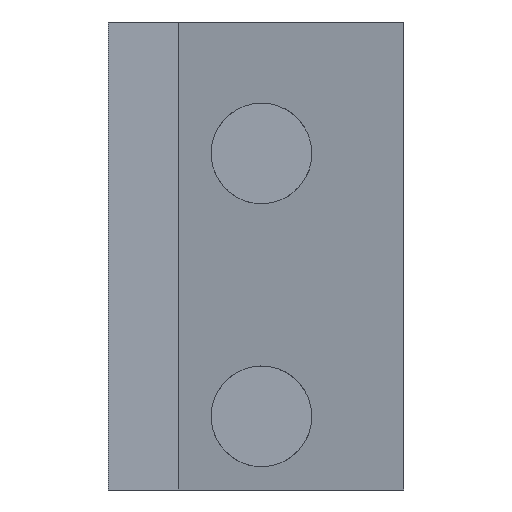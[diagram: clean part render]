
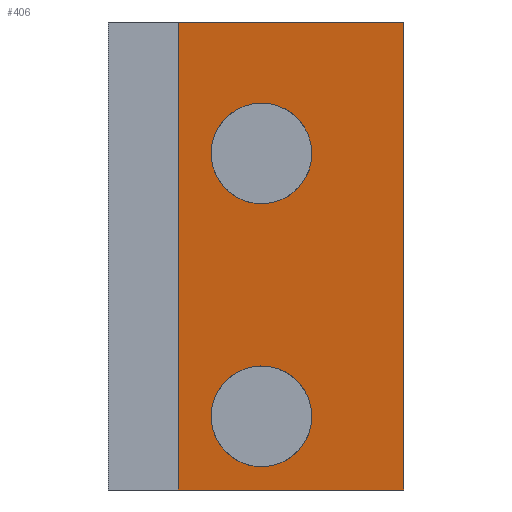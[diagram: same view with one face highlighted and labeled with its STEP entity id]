
A CAD part, front view. The second image highlights one B-rep face of the part: STEP entity #406.
In plain terms, the highlighted planar face has unit normal (0, -0.993, -0.122).
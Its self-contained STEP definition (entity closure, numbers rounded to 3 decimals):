
#15=ELLIPSE('',#438,2.317,2.3);
#16=ELLIPSE('',#439,2.317,2.3);
#24=FACE_BOUND('',#73,.T.);
#25=FACE_BOUND('',#74,.T.);
#47=FACE_OUTER_BOUND('',#72,.T.);
#72=EDGE_LOOP('',(#333,#334,#335,#336,#337,#338));
#73=EDGE_LOOP('',(#339));
#74=EDGE_LOOP('',(#340));
#96=LINE('',#594,#141);
#115=LINE('',#642,#160);
#118=LINE('',#648,#163);
#119=LINE('',#650,#164);
#120=LINE('',#652,#165);
#121=LINE('',#653,#166);
#141=VECTOR('',#473,10.);
#160=VECTOR('',#522,10.);
#163=VECTOR('',#527,10.);
#164=VECTOR('',#528,10.);
#165=VECTOR('',#529,10.);
#166=VECTOR('',#530,10.);
#185=VERTEX_POINT('',#591);
#186=VERTEX_POINT('',#593);
#200=VERTEX_POINT('',#641);
#202=VERTEX_POINT('',#647);
#203=VERTEX_POINT('',#649);
#204=VERTEX_POINT('',#651);
#205=VERTEX_POINT('',#654);
#206=VERTEX_POINT('',#656);
#223=EDGE_CURVE('',#186,#185,#96,.T.);
#247=EDGE_CURVE('',#200,#186,#115,.T.);
#250=EDGE_CURVE('',#185,#202,#118,.T.);
#251=EDGE_CURVE('',#202,#203,#119,.T.);
#252=EDGE_CURVE('',#203,#204,#120,.T.);
#253=EDGE_CURVE('',#204,#200,#121,.T.);
#254=EDGE_CURVE('',#205,#205,#15,.T.);
#255=EDGE_CURVE('',#206,#206,#16,.T.);
#333=ORIENTED_EDGE('',*,*,#250,.T.);
#334=ORIENTED_EDGE('',*,*,#251,.T.);
#335=ORIENTED_EDGE('',*,*,#252,.T.);
#336=ORIENTED_EDGE('',*,*,#253,.T.);
#337=ORIENTED_EDGE('',*,*,#247,.T.);
#338=ORIENTED_EDGE('',*,*,#223,.T.);
#339=ORIENTED_EDGE('',*,*,#254,.T.);
#340=ORIENTED_EDGE('',*,*,#255,.T.);
#385=PLANE('',#437);
#406=ADVANCED_FACE('',(#47,#24,#25),#385,.F.);
#437=AXIS2_PLACEMENT_3D('',#646,#525,#526);
#438=AXIS2_PLACEMENT_3D('',#655,#531,#532);
#439=AXIS2_PLACEMENT_3D('',#657,#533,#534);
#473=DIRECTION('',(1.,0.,0.));
#522=DIRECTION('',(0.,0.122,-0.993));
#525=DIRECTION('center_axis',(0.,0.993,0.122));
#526=DIRECTION('ref_axis',(-1.,0.,0.));
#527=DIRECTION('',(0.,-0.122,0.993));
#528=DIRECTION('',(0.,-0.122,0.993));
#529=DIRECTION('',(-1.,0.,0.));
#530=DIRECTION('',(0.,0.122,-0.993));
#531=DIRECTION('center_axis',(0.,0.993,0.122));
#532=DIRECTION('ref_axis',(0.,0.122,-0.993));
#533=DIRECTION('center_axis',(0.,0.993,0.122));
#534=DIRECTION('ref_axis',(0.,0.122,-0.993));
#591=CARTESIAN_POINT('',(90.5,0.127,0.));
#593=CARTESIAN_POINT('',(80.2,0.127,0.));
#594=CARTESIAN_POINT('',(90.5,0.127,0.));
#641=CARTESIAN_POINT('',(80.2,0.,1.033));
#642=CARTESIAN_POINT('',(80.2,0.112,0.118));
#646=CARTESIAN_POINT('Origin',(90.5,0.1,0.22));
#647=CARTESIAN_POINT('',(90.5,0.,1.033));
#648=CARTESIAN_POINT('',(90.5,0.187,-0.487));
#649=CARTESIAN_POINT('',(90.5,-2.496,21.363));
#650=CARTESIAN_POINT('',(90.5,-1.18,10.641));
#651=CARTESIAN_POINT('',(80.2,-2.496,21.363));
#652=CARTESIAN_POINT('',(85.35,-2.496,21.363));
#653=CARTESIAN_POINT('',(80.2,0.112,0.118));
#654=CARTESIAN_POINT('',(86.3,-0.286,3.363));
#655=CARTESIAN_POINT('Origin',(84.,-0.286,3.363));
#656=CARTESIAN_POINT('',(86.3,-1.76,15.363));
#657=CARTESIAN_POINT('Origin',(84.,-1.76,15.363));
